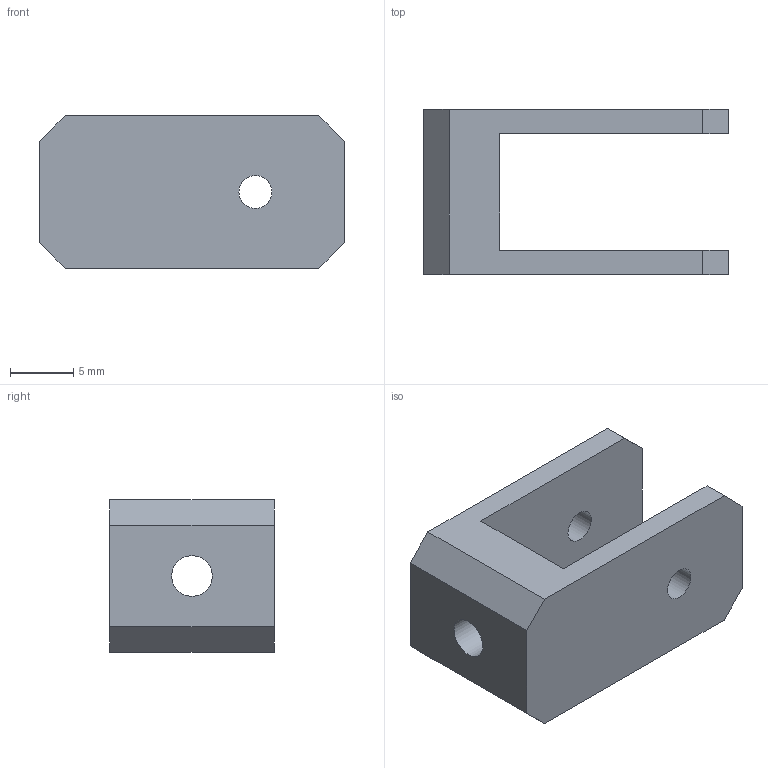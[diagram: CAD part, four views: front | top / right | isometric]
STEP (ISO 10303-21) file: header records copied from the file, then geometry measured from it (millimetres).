
FILE_DESCRIPTION(('FreeCAD Model'),'2;1');
FILE_NAME('sync-pulley-holder-super-x2.step', '2019-07-19T11:17:35',('Author'),(''), 'Open CASCADE STEP processor 6.8','FreeCAD','Unknown');
FILE_SCHEMA(('AUTOMOTIVE_DESIGN_CC2 { 1 2 10303 214 -1 1 5 4 }'));
Length unit declared in the file: millimetre
Products named in the file (2): ASSEMBLY; sync-pulley-holder
Assembly tree (1 placements, depth 2):
  ASSEMBLY
    sync-pulley-holder
Bounding box: 24 x 13 x 12 mm (x, y, z)
Volume: 1590.5 mm3; surface area: 1619.4 mm2
Topology: 1 solids, 1 shells, 26 faces, 69 edges, 46 vertices
Faces by surface type: plane 23, cylinder 3
Full cylindrical faces by diameter (mm): 2.6 x2, 3.2 x1
Entity records: 1717 total; most frequent: CARTESIAN_POINT 329, DIRECTION 231, LINE 159, VECTOR 159, ORIENTED_EDGE 138, PCURVE 138, DEFINITIONAL_REPRESENTATION 138, EDGE_CURVE 69
